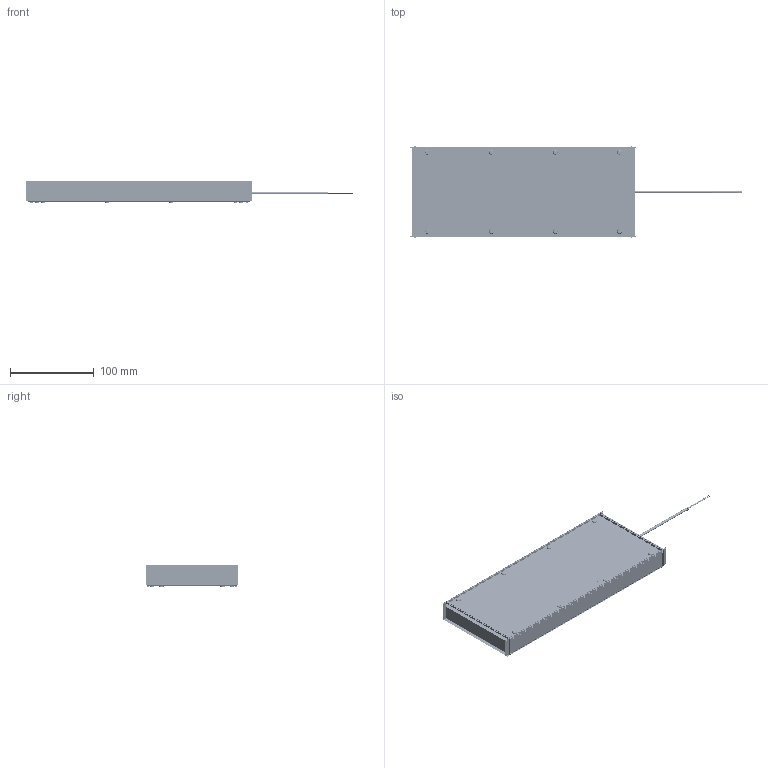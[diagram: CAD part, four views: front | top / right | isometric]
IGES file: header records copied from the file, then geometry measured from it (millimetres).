
Start section:  PTC IGES file: 192823.igs
Global section: file name: 192823.igs; native system: Creo Parametric by Parametric Technology Corporation; preprocessor: 2013230; author: pdmadmin; organization: Unknown; date: 20160121.120633; units: millimetre
Bounding box: 397.63 x 109.36 x 25.88 mm (x, y, z)
Volume: 149960.3 mm3; surface area: 1333049.6 mm2
Topology: 477 solids, 481 shells, 34680 faces, 205362 edges, 281783 vertices
Faces by surface type: bspline 30032, revolution 4648
